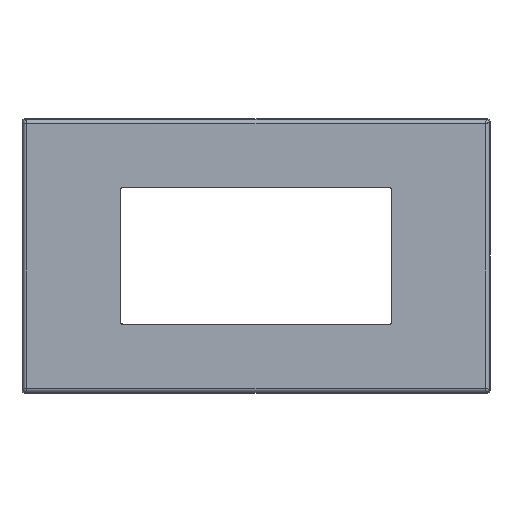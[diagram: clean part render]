
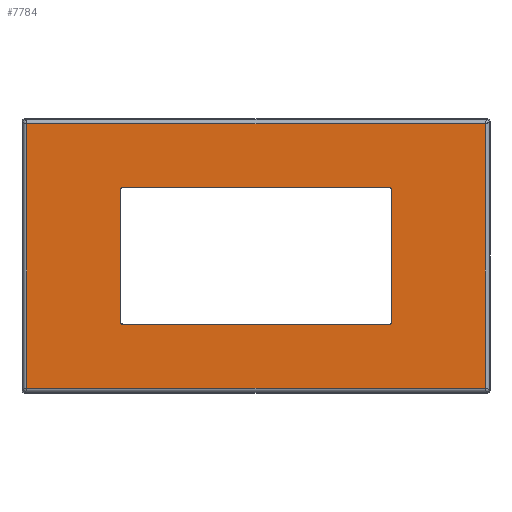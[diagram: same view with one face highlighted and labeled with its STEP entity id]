
A CAD part, top view. The second image highlights one B-rep face of the part: STEP entity #7784.
In plain terms, the highlighted planar face has unit normal (0, 0, 1).
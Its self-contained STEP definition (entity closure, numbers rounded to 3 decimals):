
#7738=AXIS2_PLACEMENT_3D('Plane Axis2P3D',#7735,#7736,#7737) ;
#7540=CARTESIAN_POINT('Line Origine',(45.415,0.,7.7)) ;
#7544=CARTESIAN_POINT('Vertex',(45.415,-22.414,7.7)) ;
#7546=CARTESIAN_POINT('Vertex',(45.415,22.414,7.7)) ;
#7572=CARTESIAN_POINT('Control Point',(44.917,-22.912,7.7)) ;
#7573=CARTESIAN_POINT('Control Point',(45.113,-22.912,7.7)) ;
#7574=CARTESIAN_POINT('Control Point',(45.311,-22.809,7.7)) ;
#7575=CARTESIAN_POINT('Control Point',(45.415,-22.61,7.7)) ;
#7576=CARTESIAN_POINT('Control Point',(45.415,-22.414,7.7)) ;
#7577=CARTESIAN_POINT('Vertex',(44.917,-22.912,7.7)) ;
#7597=CARTESIAN_POINT('Line Origine',(0.,-22.912,7.7)) ;
#7601=CARTESIAN_POINT('Vertex',(-44.917,-22.912,7.7)) ;
#7622=CARTESIAN_POINT('Control Point',(-45.415,-22.414,7.7)) ;
#7623=CARTESIAN_POINT('Control Point',(-45.415,-22.61,7.7)) ;
#7624=CARTESIAN_POINT('Control Point',(-45.311,-22.809,7.7)) ;
#7625=CARTESIAN_POINT('Control Point',(-45.113,-22.912,7.7)) ;
#7626=CARTESIAN_POINT('Control Point',(-44.917,-22.912,7.7)) ;
#7627=CARTESIAN_POINT('Vertex',(-45.415,-22.414,7.7)) ;
#7647=CARTESIAN_POINT('Line Origine',(-45.415,0.,7.7)) ;
#7651=CARTESIAN_POINT('Vertex',(-45.415,22.414,7.7)) ;
#7672=CARTESIAN_POINT('Control Point',(-44.917,22.912,7.7)) ;
#7673=CARTESIAN_POINT('Control Point',(-45.113,22.912,7.7)) ;
#7674=CARTESIAN_POINT('Control Point',(-45.311,22.809,7.7)) ;
#7675=CARTESIAN_POINT('Control Point',(-45.415,22.61,7.7)) ;
#7676=CARTESIAN_POINT('Control Point',(-45.415,22.414,7.7)) ;
#7677=CARTESIAN_POINT('Vertex',(-44.917,22.912,7.7)) ;
#7697=CARTESIAN_POINT('Line Origine',(0.,22.912,7.7)) ;
#7701=CARTESIAN_POINT('Vertex',(44.917,22.912,7.7)) ;
#7722=CARTESIAN_POINT('Control Point',(45.415,22.414,7.7)) ;
#7723=CARTESIAN_POINT('Control Point',(45.415,22.61,7.7)) ;
#7724=CARTESIAN_POINT('Control Point',(45.311,22.809,7.7)) ;
#7725=CARTESIAN_POINT('Control Point',(45.113,22.912,7.7)) ;
#7726=CARTESIAN_POINT('Control Point',(44.917,22.912,7.7)) ;
#7735=CARTESIAN_POINT('Axis2P3D Location',(0.,0.,7.7)) ;
#7740=CARTESIAN_POINT('Line Origine',(76.828,0.,7.7)) ;
#7744=CARTESIAN_POINT('Vertex',(76.828,44.328,7.7)) ;
#7746=CARTESIAN_POINT('Vertex',(76.828,-44.328,7.7)) ;
#7749=CARTESIAN_POINT('Line Origine',(0.,44.328,7.7)) ;
#7753=CARTESIAN_POINT('Vertex',(-76.828,44.328,7.7)) ;
#7756=CARTESIAN_POINT('Line Origine',(-76.828,0.,7.7)) ;
#7760=CARTESIAN_POINT('Vertex',(-76.828,-44.328,7.7)) ;
#7763=CARTESIAN_POINT('Line Origine',(0.,-44.328,7.7)) ;
#7541=DIRECTION('Vector Direction',(0.,1.,0.)) ;
#7598=DIRECTION('Vector Direction',(1.,0.,0.)) ;
#7648=DIRECTION('Vector Direction',(0.,-1.,0.)) ;
#7698=DIRECTION('Vector Direction',(-1.,0.,0.)) ;
#7736=DIRECTION('Axis2P3D Direction',(0.,0.,1.)) ;
#7737=DIRECTION('Axis2P3D XDirection',(1.,0.,0.)) ;
#7741=DIRECTION('Vector Direction',(0.,1.,0.)) ;
#7750=DIRECTION('Vector Direction',(1.,0.,0.)) ;
#7757=DIRECTION('Vector Direction',(0.,1.,0.)) ;
#7764=DIRECTION('Vector Direction',(1.,0.,0.)) ;
#7542=VECTOR('Line Direction',#7541,1.) ;
#7599=VECTOR('Line Direction',#7598,1.) ;
#7649=VECTOR('Line Direction',#7648,1.) ;
#7699=VECTOR('Line Direction',#7698,1.) ;
#7742=VECTOR('Line Direction',#7741,1.) ;
#7751=VECTOR('Line Direction',#7750,1.) ;
#7758=VECTOR('Line Direction',#7757,1.) ;
#7765=VECTOR('Line Direction',#7764,1.) ;
#7769=ORIENTED_EDGE('',*,*,#7748,.F.) ;
#7770=ORIENTED_EDGE('',*,*,#7755,.F.) ;
#7771=ORIENTED_EDGE('',*,*,#7762,.F.) ;
#7772=ORIENTED_EDGE('',*,*,#7767,.F.) ;
#7775=ORIENTED_EDGE('',*,*,#7548,.F.) ;
#7776=ORIENTED_EDGE('',*,*,#7579,.F.) ;
#7777=ORIENTED_EDGE('',*,*,#7603,.F.) ;
#7778=ORIENTED_EDGE('',*,*,#7629,.F.) ;
#7779=ORIENTED_EDGE('',*,*,#7653,.F.) ;
#7780=ORIENTED_EDGE('',*,*,#7679,.F.) ;
#7781=ORIENTED_EDGE('',*,*,#7703,.F.) ;
#7782=ORIENTED_EDGE('',*,*,#7727,.F.) ;
#7783=FACE_BOUND('',#7774,.T.) ;
#7784=ADVANCED_FACE('PartBody',(#7773,#7783),#7739,.T.) ;
#7571=B_SPLINE_CURVE_WITH_KNOTS('',4,(#7572,#7573,#7574,#7575,#7576),.UNSPECIFIED.,.F.,.U.,(5,5),(0.,1.107),.UNSPECIFIED.) ;
#7621=B_SPLINE_CURVE_WITH_KNOTS('',4,(#7622,#7623,#7624,#7625,#7626),.UNSPECIFIED.,.F.,.U.,(5,5),(0.,1.107),.UNSPECIFIED.) ;
#7671=B_SPLINE_CURVE_WITH_KNOTS('',4,(#7672,#7673,#7674,#7675,#7676),.UNSPECIFIED.,.F.,.U.,(5,5),(0.,1.107),.UNSPECIFIED.) ;
#7721=B_SPLINE_CURVE_WITH_KNOTS('',4,(#7722,#7723,#7724,#7725,#7726),.UNSPECIFIED.,.F.,.U.,(5,5),(0.,1.107),.UNSPECIFIED.) ;
#7548=EDGE_CURVE('',#7545,#7547,#7543,.T.) ;
#7579=EDGE_CURVE('',#7578,#7545,#7571,.T.) ;
#7603=EDGE_CURVE('',#7602,#7578,#7600,.T.) ;
#7629=EDGE_CURVE('',#7628,#7602,#7621,.T.) ;
#7653=EDGE_CURVE('',#7652,#7628,#7650,.T.) ;
#7679=EDGE_CURVE('',#7678,#7652,#7671,.T.) ;
#7703=EDGE_CURVE('',#7702,#7678,#7700,.T.) ;
#7727=EDGE_CURVE('',#7547,#7702,#7721,.T.) ;
#7748=EDGE_CURVE('',#7745,#7747,#7743,.F.) ;
#7755=EDGE_CURVE('',#7754,#7745,#7752,.T.) ;
#7762=EDGE_CURVE('',#7761,#7754,#7759,.T.) ;
#7767=EDGE_CURVE('',#7747,#7761,#7766,.F.) ;
#7768=EDGE_LOOP('',(#7769,#7770,#7771,#7772)) ;
#7774=EDGE_LOOP('',(#7775,#7776,#7777,#7778,#7779,#7780,#7781,#7782)) ;
#7773=FACE_OUTER_BOUND('',#7768,.T.) ;
#7543=LINE('Line',#7540,#7542) ;
#7600=LINE('Line',#7597,#7599) ;
#7650=LINE('Line',#7647,#7649) ;
#7700=LINE('Line',#7697,#7699) ;
#7743=LINE('Line',#7740,#7742) ;
#7752=LINE('Line',#7749,#7751) ;
#7759=LINE('Line',#7756,#7758) ;
#7766=LINE('Line',#7763,#7765) ;
#7739=PLANE('',#7738) ;
#7545=VERTEX_POINT('',#7544) ;
#7547=VERTEX_POINT('',#7546) ;
#7578=VERTEX_POINT('',#7577) ;
#7602=VERTEX_POINT('',#7601) ;
#7628=VERTEX_POINT('',#7627) ;
#7652=VERTEX_POINT('',#7651) ;
#7678=VERTEX_POINT('',#7677) ;
#7702=VERTEX_POINT('',#7701) ;
#7745=VERTEX_POINT('',#7744) ;
#7747=VERTEX_POINT('',#7746) ;
#7754=VERTEX_POINT('',#7753) ;
#7761=VERTEX_POINT('',#7760) ;
